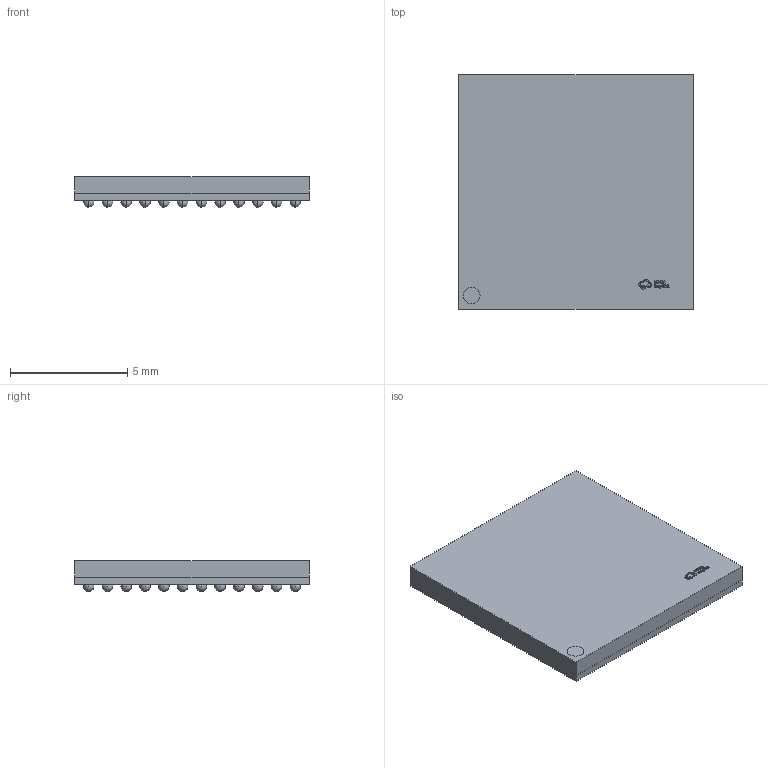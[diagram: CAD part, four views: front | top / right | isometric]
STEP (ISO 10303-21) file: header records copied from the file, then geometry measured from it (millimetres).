
FILE_DESCRIPTION (( 'STEP AP214' ), '1' );
FILE_NAME ('CSPBGA-144_L10.0-W10.0-R12-C12-P0.80-BL.step', '2022-06-22T14:23:20', ( '' ), ( '' ), 'SwSTEP 2.0', 'SolidWorks 2020', '' );
FILE_SCHEMA (( 'AUTOMOTIVE_DESIGN' ));
Length unit declared in the file: millimetre
Products named in the file (1): CSPBGA-144_L10.0-W10.0-R12-C12-P0.80-BL
Bounding box: 10 x 10 x 1.33 mm (x, y, z)
Volume: 105.5 mm3; surface area: 486.4 mm2
Topology: 2 solids, 2 shells, 586 faces, 2097 edges, 1398 vertices
Faces by surface type: sphere 288, plane 184, bspline 112, cylinder 2
Entity records: 24994 total; most frequent: CARTESIAN_POINT 5034, ORIENTED_EDGE 2754, DIRECTION 2679, EDGE_CURVE 1377, AXIS2_PLACEMENT_3D 1055, VERTEX_POINT 966, EDGE_LOOP 757, UNCERTAINTY_MEASURE_WITH_UNIT 590
